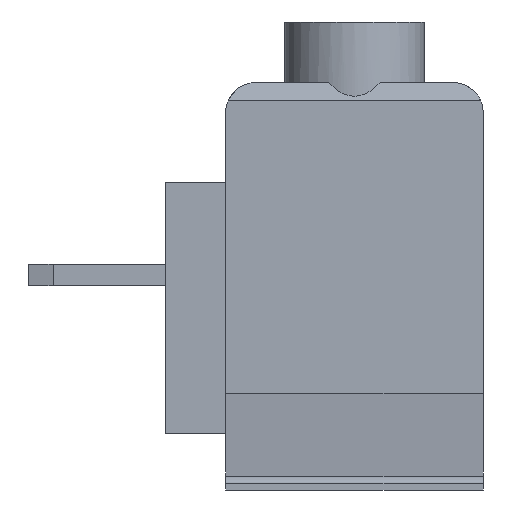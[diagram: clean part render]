
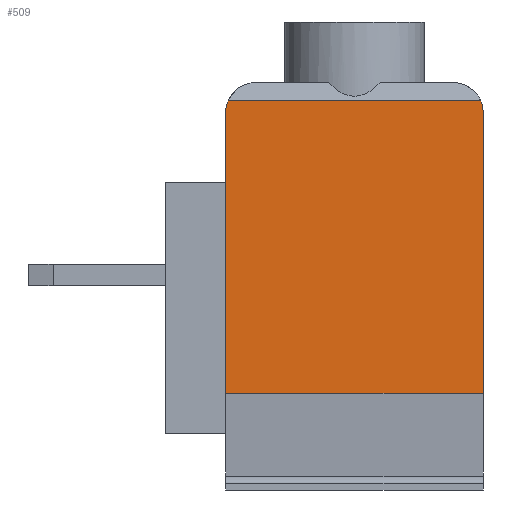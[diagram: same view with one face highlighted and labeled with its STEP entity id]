
A CAD part, left-side view. The second image highlights one B-rep face of the part: STEP entity #509.
In plain terms, the highlighted planar face has unit normal (-1, 0, 0).
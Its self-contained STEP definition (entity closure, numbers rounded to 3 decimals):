
#509 = ADVANCED_FACE( '', ( #1410 ), #1411, .T. );
#1410 = FACE_OUTER_BOUND( '', #2760, .T. );
#1411 = PLANE( '', #2761 );
#2760 = EDGE_LOOP( '', ( #4264, #4265, #4266, #4267, #4268, #4269 ) );
#2761 = AXIS2_PLACEMENT_3D( '', #4270, #4271, #4272 );
#4264 = ORIENTED_EDGE( '', *, *, #8081, .F. );
#4265 = ORIENTED_EDGE( '', *, *, #8082, .T. );
#4266 = ORIENTED_EDGE( '', *, *, #8083, .T. );
#4267 = ORIENTED_EDGE( '', *, *, #8084, .T. );
#4268 = ORIENTED_EDGE( '', *, *, #8085, .F. );
#4269 = ORIENTED_EDGE( '', *, *, #8086, .T. );
#4270 = CARTESIAN_POINT( '', ( -20., -4.25, -6.2 ) );
#4271 = DIRECTION( '', ( -1., 0., 0. ) );
#4272 = DIRECTION( '', ( 0., 0., 1. ) );
#8081 = EDGE_CURVE( '', #9735, #9736, #9737, .T. );
#8082 = EDGE_CURVE( '', #9735, #9738, #9739, .T. );
#8083 = EDGE_CURVE( '', #9738, #9740, #9741, .T. );
#8084 = EDGE_CURVE( '', #9740, #9742, #9743, .T. );
#8085 = EDGE_CURVE( '', #9744, #9742, #9745, .T. );
#8086 = EDGE_CURVE( '', #9744, #9736, #9746, .T. );
#9735 = VERTEX_POINT( '', #12104 );
#9736 = VERTEX_POINT( '', #12105 );
#9737 = LINE( '', #12106, #12107 );
#9738 = VERTEX_POINT( '', #12108 );
#9739 = LINE( '', #12109, #12110 );
#9740 = VERTEX_POINT( '', #12111 );
#9741 = LINE( '', #12112, #12113 );
#9742 = VERTEX_POINT( '', #12114 );
#9743 = CIRCLE( '', #12115, 1. );
#9744 = VERTEX_POINT( '', #12116 );
#9745 = LINE( '', #12117, #12118 );
#9746 = CIRCLE( '', #12119, 1. );
#12104 = CARTESIAN_POINT( '', ( -20., 4.25, -3. ) );
#12105 = CARTESIAN_POINT( '', ( -20., 4.25, 6.25 ) );
#12106 = CARTESIAN_POINT( '', ( -20., 4.25, -6.2 ) );
#12107 = VECTOR( '', #15024, 1000. );
#12108 = CARTESIAN_POINT( '', ( -20., -4.25, -3. ) );
#12109 = CARTESIAN_POINT( '', ( -20., 39.684, -3. ) );
#12110 = VECTOR( '', #15025, 1000. );
#12111 = CARTESIAN_POINT( '', ( -20., -4.25, 6.25 ) );
#12112 = CARTESIAN_POINT( '', ( -20., -4.25, -6.2 ) );
#12113 = VECTOR( '', #15026, 1000. );
#12114 = CARTESIAN_POINT( '', ( -20., -4.167, 6.65 ) );
#12115 = AXIS2_PLACEMENT_3D( '', #15027, #15028, #15029 );
#12116 = CARTESIAN_POINT( '', ( -20., 4.167, 6.65 ) );
#12117 = CARTESIAN_POINT( '', ( -20., 4.25, 6.65 ) );
#12118 = VECTOR( '', #15030, 1000. );
#12119 = AXIS2_PLACEMENT_3D( '', #15031, #15032, #15033 );
#15024 = DIRECTION( '', ( 0., 0., 1. ) );
#15025 = DIRECTION( '', ( 0., -1., 0. ) );
#15026 = DIRECTION( '', ( 0., 0., 1. ) );
#15027 = CARTESIAN_POINT( '', ( -20., -3.25, 6.25 ) );
#15028 = DIRECTION( '', ( -1., 0., 0. ) );
#15029 = DIRECTION( '', ( 0., 0., 1. ) );
#15030 = DIRECTION( '', ( 0., -1., 0. ) );
#15031 = CARTESIAN_POINT( '', ( -20., 3.25, 6.25 ) );
#15032 = DIRECTION( '', ( -1., 0., 0. ) );
#15033 = DIRECTION( '', ( 0., 0., 1. ) );
